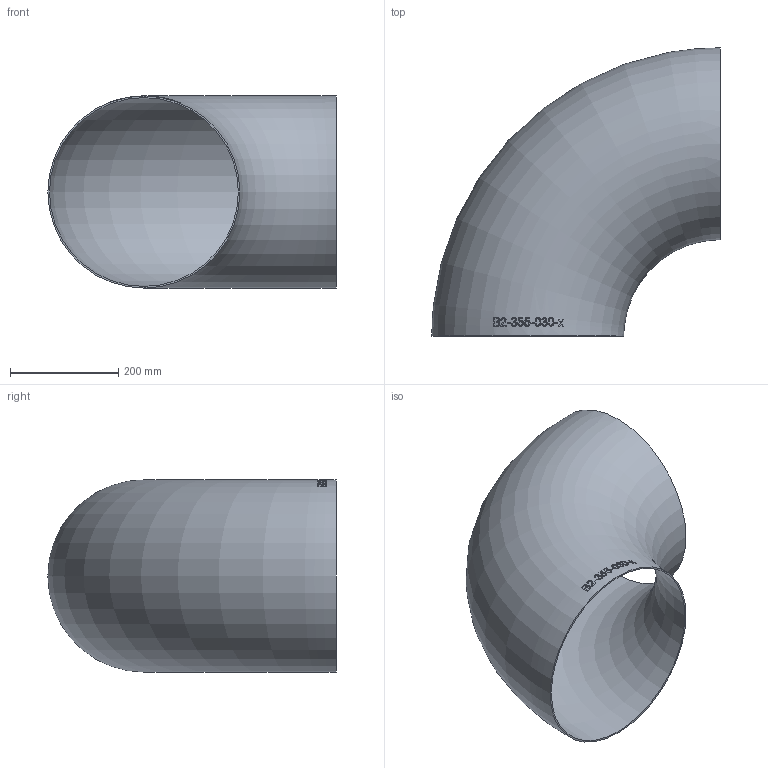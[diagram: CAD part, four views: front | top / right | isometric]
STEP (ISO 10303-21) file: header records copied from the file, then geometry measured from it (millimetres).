
FILE_DESCRIPTION (( 'STEP AP214' ), '1' );
FILE_NAME ('B2-355-030-x Bogen 2004.STEP', '2020-04-01T13:15:06', ( '' ), ( '' ), 'SwSTEP 2.0', 'SolidWorks 2019', '' );
FILE_SCHEMA (( 'AUTOMOTIVE_DESIGN' ));
Length unit declared in the file: millimetre
Products named in the file (1): B2-355-030-x Bogen 2004
Bounding box: 533.8 x 533.8 x 355.6 mm (x, y, z)
Volume: 1858311.9 mm3; surface area: 1245562.1 mm2
Topology: 1 solids, 1 shells, 167 faces, 451 edges, 301 vertices
Faces by surface type: bspline 145, torus 20, plane 2
Entity records: 35433 total; most frequent: CARTESIAN_POINT 30843, ORIENTED_EDGE 878, EDGE_CURVE 439, B_SPLINE_CURVE_WITH_KNOTS 435, VERTEX_POINT 294, EDGE_LOOP 185, FACE_OUTER_BOUND 167, ADVANCED_FACE 165
